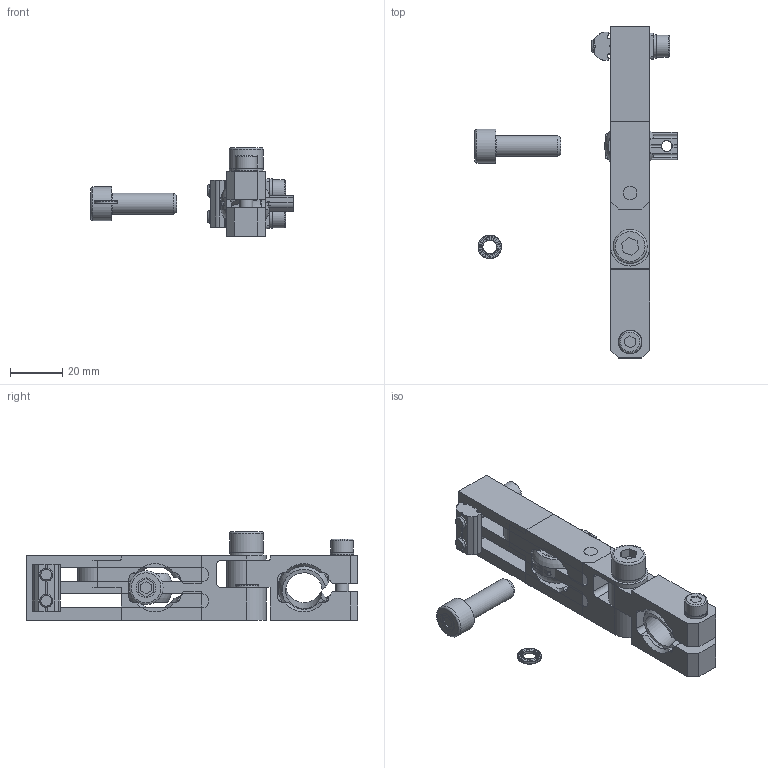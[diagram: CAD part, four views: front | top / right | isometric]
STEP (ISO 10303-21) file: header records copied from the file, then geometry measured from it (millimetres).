
FILE_DESCRIPTION( ( 'STEP AP214' ), '1' );
FILE_NAME( 'CA.WSL.KG.X.14.stp', '2014-07-11T09:55:00', ( ' ' ), ( ' ' ), 'XStep 1.0', ' ', ' ' );
FILE_SCHEMA( ( 'CONFIG_CONTROL_DESIGN) ( )' ) );
Length unit declared in the file: metre
Products named in the file (12): Assem1; R.5.SCH; R.8.SCH; WSL.KG.X.14.1; V-tcei M  8 x 25; WSL.KG.X.14.3; R.05.10; V-tcei M  5 x 25; CA.GWP.5.10; WSL.KG.X.14.2_REV.1
Bounding box: 77.5 x 127.2 x 34 mm (x, y, z)
Volume: 71908.3 mm3; surface area: 44052.7 mm2
Topology: 20 solids, 24 shells, 1130 faces, 3224 edges, 2138 vertices
Faces by surface type: plane 974, cylinder 120, torus 16, cone 14, sphere 6
Full cylindrical faces by diameter (mm): 4.134 x6, 5 x6, 5.2 x2, 5.3 x8, 6.8 x2, 8 x4, 8.1 x2, 8.3 x2, 8.5 x6, 9 x4, 13 x4
Entity records: 12399 total; most frequent: CARTESIAN_POINT 2182, DIRECTION 2068, ORIENTED_EDGE 1976, EDGE_CURVE 988, AXIS2_PLACEMENT_3D 715, VERTEX_POINT 675, LINE 638, VECTOR 638
